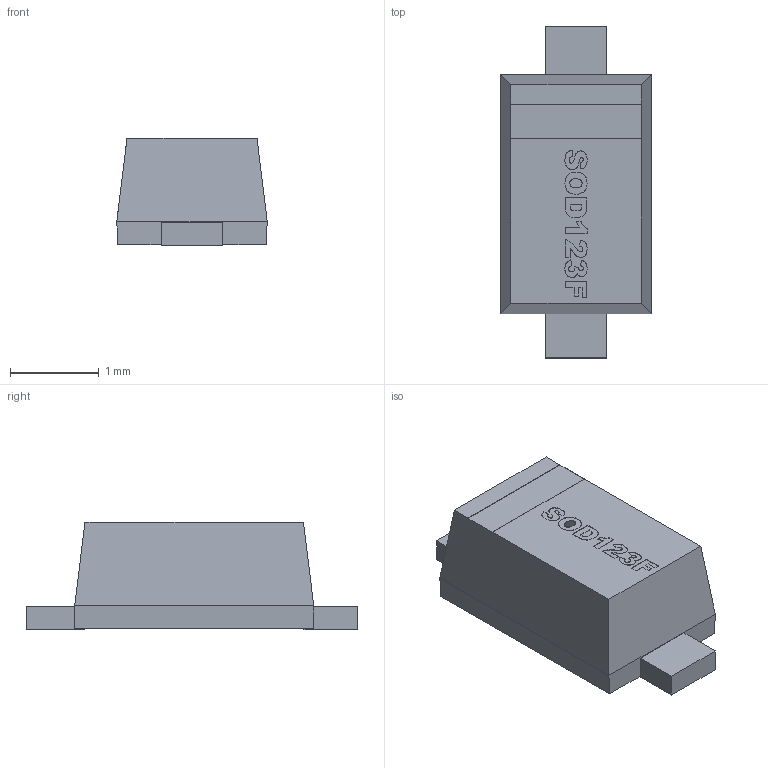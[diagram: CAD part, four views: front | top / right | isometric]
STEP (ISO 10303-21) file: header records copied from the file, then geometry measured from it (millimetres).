
FILE_DESCRIPTION (( 'STEP AP214' ), '1' );
FILE_NAME ('C0EF5008-6732-4D13-A04D-3A99E47934FB.STEP', '2022-09-08T04:44:30', ( '' ), ( '' ), 'SwSTEP 2.0', 'SolidWorks 2022', '' );
FILE_SCHEMA (( 'AUTOMOTIVE_DESIGN' ));
Length unit declared in the file: millimetre
Products named in the file (1): C0EF5008-6732-4D13-A04D-3A99E47934FB
Bounding box: 1.7 x 3.75 x 1.21 mm (x, y, z)
Surface area: 20.4 mm2 (no closed solid volume)
Topology: 0 solids, 1 shells, 79 faces, 203 edges, 134 vertices
Faces by surface type: plane 61, bspline 16, cylinder 2
Entity records: 4483 total; most frequent: CARTESIAN_POINT 1775, ORIENTED_EDGE 402, DIRECTION 301, EDGE_CURVE 203, VECTOR 165, LINE 165, VERTEX_POINT 134, EDGE_LOOP 89
